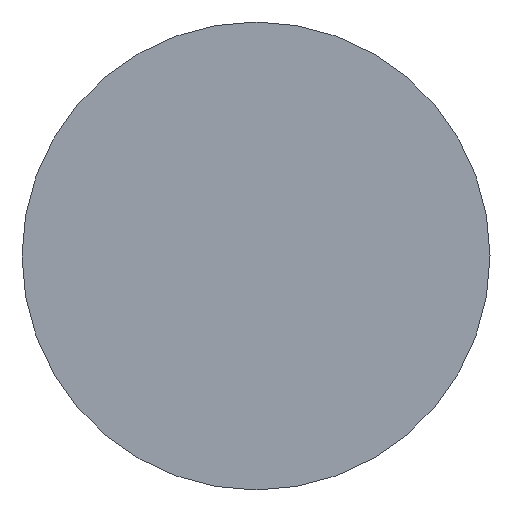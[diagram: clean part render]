
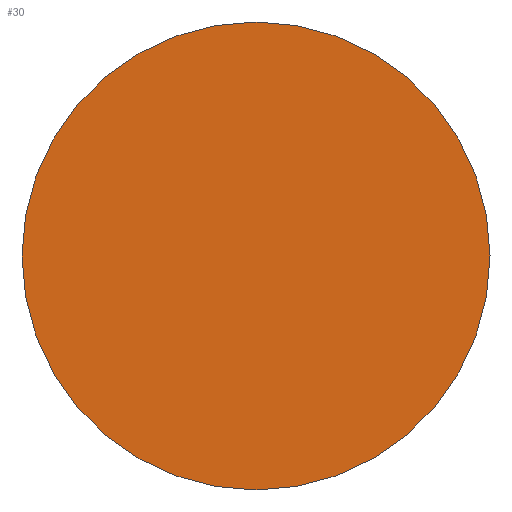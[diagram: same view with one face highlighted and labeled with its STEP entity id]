
A CAD part, front view. The second image highlights one B-rep face of the part: STEP entity #30.
In plain terms, the highlighted planar face has unit normal (0, -1, 0).
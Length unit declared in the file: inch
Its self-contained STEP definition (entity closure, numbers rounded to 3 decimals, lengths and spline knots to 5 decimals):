
#14 = VERTEX_POINT ( 'NONE', #19 ) ;
#19 = CARTESIAN_POINT ( 'NONE',  ( 0., 0., 0.0625 ) ) ;
#23 = CARTESIAN_POINT ( 'NONE',  ( 0., 0., 0. ) ) ;
#30 = ADVANCED_FACE ( 'NONE', ( #89 ), #416, .T. ) ;
#43 = CARTESIAN_POINT ( 'NONE',  ( 0., 0., 0. ) ) ;
#89 = FACE_OUTER_BOUND ( 'NONE', #275, .T. ) ;
#104 = VERTEX_POINT ( 'NONE', #292 ) ;
#109 = EDGE_CURVE ( 'NONE', #104, #14, #297, .T. ) ;
#132 = AXIS2_PLACEMENT_3D ( 'NONE', #261, #402, #326 ) ;
#147 = EDGE_CURVE ( 'NONE', #14, #104, #429, .T. ) ;
#182 = DIRECTION ( 'NONE',  ( 0., -1., 0. ) ) ;
#231 = AXIS2_PLACEMENT_3D ( 'NONE', #23, #391, #279 ) ;
#261 = CARTESIAN_POINT ( 'NONE',  ( 0., 0., 0. ) ) ;
#275 = EDGE_LOOP ( 'NONE', ( #447, #423 ) ) ;
#279 = DIRECTION ( 'NONE',  ( 0., 0., -1. ) ) ;
#291 = AXIS2_PLACEMENT_3D ( 'NONE', #43, #182, #406 ) ;
#292 = CARTESIAN_POINT ( 'NONE',  ( 0., 0., -0.0625 ) ) ;
#297 = CIRCLE ( 'NONE', #132, 0.0625 ) ;
#326 = DIRECTION ( 'NONE',  ( 0., 0., -1. ) ) ;
#391 = DIRECTION ( 'NONE',  ( 0., -1., 0. ) ) ;
#402 = DIRECTION ( 'NONE',  ( 0., -1., 0. ) ) ;
#406 = DIRECTION ( 'NONE',  ( 0., 0., -1. ) ) ;
#416 = PLANE ( 'NONE',  #231 ) ;
#423 = ORIENTED_EDGE ( 'NONE', *, *, #147, .T. ) ;
#429 = CIRCLE ( 'NONE', #291, 0.0625 ) ;
#447 = ORIENTED_EDGE ( 'NONE', *, *, #109, .T. ) ;
